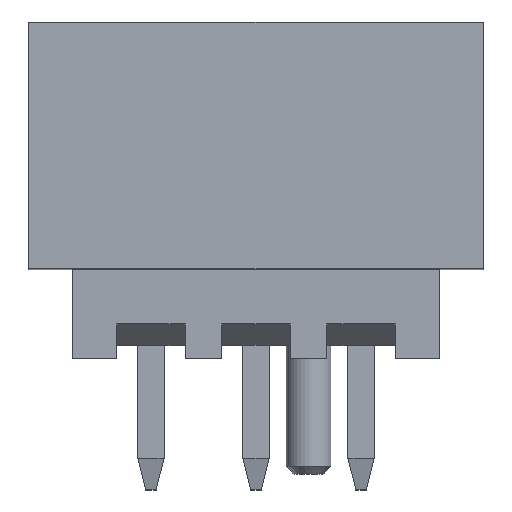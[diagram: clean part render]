
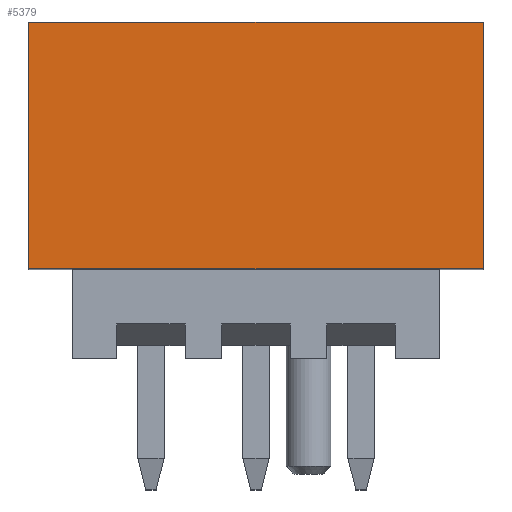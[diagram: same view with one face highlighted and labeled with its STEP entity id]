
A CAD part, top view. The second image highlights one B-rep face of the part: STEP entity #5379.
In plain terms, the highlighted planar face has unit normal (0, 0, 1).
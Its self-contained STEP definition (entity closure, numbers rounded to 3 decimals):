
#1723=DIRECTION('',(0.,-1.,0.));
#1724=VECTOR('',#1723,4.7);
#1725=CARTESIAN_POINT('',(-4.325,3.2,3.15));
#1726=LINE('',#1725,#1724);
#1727=DIRECTION('',(-1.,0.,0.));
#1728=VECTOR('',#1727,8.65);
#1729=CARTESIAN_POINT('',(4.325,3.2,3.15));
#1730=LINE('',#1729,#1728);
#1731=DIRECTION('',(0.,1.,0.));
#1732=VECTOR('',#1731,4.7);
#1733=CARTESIAN_POINT('',(4.325,-1.5,3.15));
#1734=LINE('',#1733,#1732);
#1735=DIRECTION('',(1.,0.,0.));
#1736=VECTOR('',#1735,8.65);
#1737=CARTESIAN_POINT('',(-4.325,-1.5,3.15));
#1738=LINE('',#1737,#1736);
#2131=CARTESIAN_POINT('',(4.325,3.2,3.15));
#2132=CARTESIAN_POINT('',(-4.325,3.2,3.15));
#2133=VERTEX_POINT('',#2131);
#2134=VERTEX_POINT('',#2132);
#2155=CARTESIAN_POINT('',(-4.325,-1.5,3.15));
#2156=VERTEX_POINT('',#2155);
#2157=CARTESIAN_POINT('',(4.325,-1.5,3.15));
#2158=VERTEX_POINT('',#2157);
#5368=CARTESIAN_POINT('',(0.,0.,3.15));
#5369=DIRECTION('',(0.,0.,1.));
#5370=DIRECTION('',(1.,0.,0.));
#5371=AXIS2_PLACEMENT_3D('',#5368,#5369,#5370);
#5372=PLANE('',#5371);
#5373=ORIENTED_EDGE('',*,*,#2828,.F.);
#5374=ORIENTED_EDGE('',*,*,#2883,.F.);
#5375=ORIENTED_EDGE('',*,*,#2908,.F.);
#5376=ORIENTED_EDGE('',*,*,#5343,.F.);
#5377=EDGE_LOOP('',(#5373,#5374,#5375,#5376));
#5378=FACE_OUTER_BOUND('',#5377,.F.);
#5379=ADVANCED_FACE('',(#5378),#5372,.T.);
#2828=EDGE_CURVE('',#2134,#2156,#1726,.T.);
#2883=EDGE_CURVE('',#2133,#2134,#1730,.T.);
#2908=EDGE_CURVE('',#2158,#2133,#1734,.T.);
#5343=EDGE_CURVE('',#2156,#2158,#1738,.T.);
